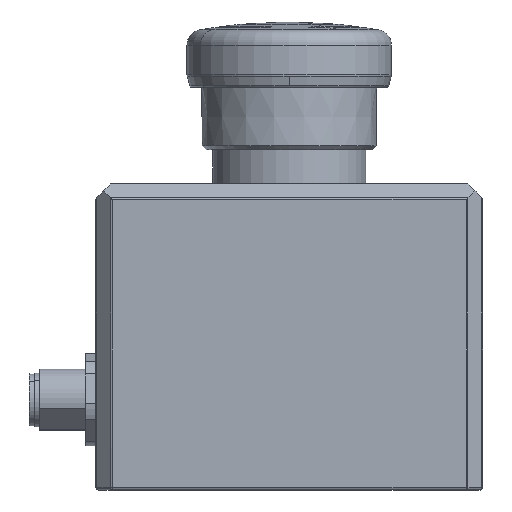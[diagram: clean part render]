
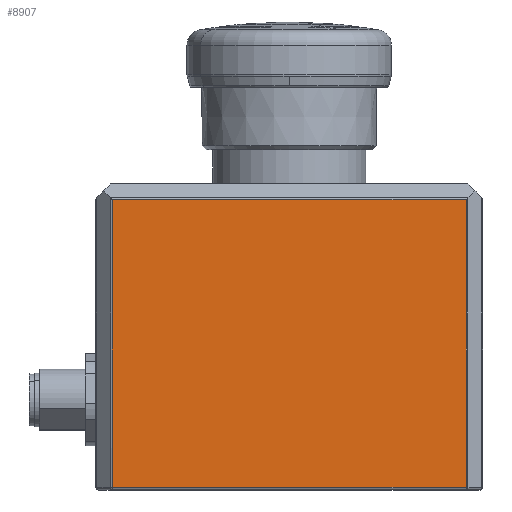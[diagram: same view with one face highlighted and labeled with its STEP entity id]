
A CAD part, front view. The second image highlights one B-rep face of the part: STEP entity #8907.
In plain terms, the highlighted planar face has unit normal (0, -1, 0).
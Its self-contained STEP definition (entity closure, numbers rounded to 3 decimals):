
#1257=DIRECTION('',(-1.,0.,0.));
#1258=VECTOR('',#1257,69.186);
#1259=CARTESIAN_POINT('',(72.393,0.,0.5));
#1260=LINE('',#1259,#1258);
#1261=DIRECTION('',(0.,0.,-1.));
#1262=VECTOR('',#1261,56.293);
#1263=CARTESIAN_POINT('',(3.207,0.,56.793));
#1264=LINE('',#1263,#1262);
#1265=DIRECTION('',(-1.,0.,0.));
#1266=VECTOR('',#1265,69.186);
#1267=CARTESIAN_POINT('',(72.393,0.,56.793));
#1268=LINE('',#1267,#1266);
#1269=DIRECTION('',(0.,0.,1.));
#1270=VECTOR('',#1269,56.293);
#1271=CARTESIAN_POINT('',(72.393,0.,0.5));
#1272=LINE('',#1271,#1270);
#6194=CARTESIAN_POINT('',(72.393,0.,56.793));
#6195=CARTESIAN_POINT('',(3.207,0.,56.793));
#6196=VERTEX_POINT('',#6194);
#6197=VERTEX_POINT('',#6195);
#6288=CARTESIAN_POINT('',(72.393,0.,0.5));
#6289=VERTEX_POINT('',#6288);
#6292=CARTESIAN_POINT('',(3.207,0.,0.5));
#6293=VERTEX_POINT('',#6292);
#8893=CARTESIAN_POINT('',(0.,0.,0.));
#8894=DIRECTION('',(0.,-1.,0.));
#8895=DIRECTION('',(1.,0.,0.));
#8896=AXIS2_PLACEMENT_3D('',#8893,#8894,#8895);
#8897=PLANE('',#8896);
#8899=ORIENTED_EDGE('',*,*,#8898,.T.);
#8901=ORIENTED_EDGE('',*,*,#8900,.F.);
#8903=ORIENTED_EDGE('',*,*,#8902,.F.);
#8904=ORIENTED_EDGE('',*,*,#8877,.F.);
#8905=EDGE_LOOP('',(#8899,#8901,#8903,#8904));
#8906=FACE_OUTER_BOUND('',#8905,.F.);
#8907=ADVANCED_FACE('',(#8906),#8897,.T.);
#8877=EDGE_CURVE('',#6289,#6196,#1272,.T.);
#8898=EDGE_CURVE('',#6289,#6293,#1260,.T.);
#8900=EDGE_CURVE('',#6197,#6293,#1264,.T.);
#8902=EDGE_CURVE('',#6196,#6197,#1268,.T.);
